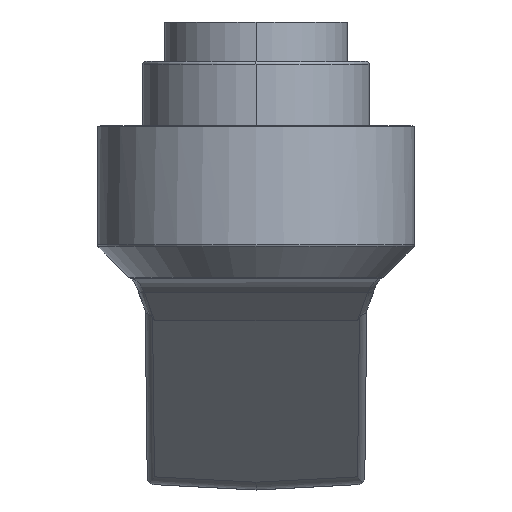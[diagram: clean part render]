
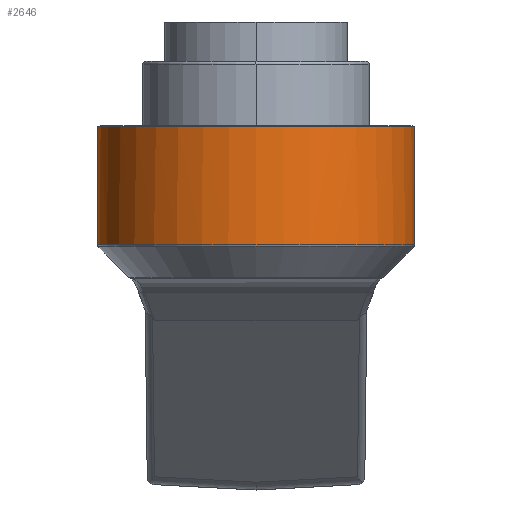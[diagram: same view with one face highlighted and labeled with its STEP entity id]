
A CAD part, left-side view. The second image highlights one B-rep face of the part: STEP entity #2646.
In plain terms, the highlighted cylindrical face has radius 17.3 mm (diameter 34.6 mm), a partial arc.
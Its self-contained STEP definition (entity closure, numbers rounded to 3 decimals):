
#123 = DIRECTION ( 'NONE',  ( 1., 0., 0. ) ) ;
#127 = DIRECTION ( 'NONE',  ( 0., 0., 1. ) ) ;
#128 = CARTESIAN_POINT ( 'NONE',  ( -19.2, 0., 3.3 ) ) ;
#163 = VERTEX_POINT ( 'NONE', #4563 ) ;
#231 =( BOUNDED_CURVE ( )  B_SPLINE_CURVE ( 3, ( #3941, #3936, #3947, #3948 ),
 .UNSPECIFIED., .F., .F. ) 
 B_SPLINE_CURVE_WITH_KNOTS ( ( 4, 4 ),
 ( 5.977, 6.283 ),
 .UNSPECIFIED. ) 
 CURVE ( )  GEOMETRIC_REPRESENTATION_ITEM ( )  RATIONAL_B_SPLINE_CURVE ( ( 1., 0.992, 0.992, 1. ) ) 
 REPRESENTATION_ITEM ( '' )  );
#233 =( BOUNDED_CURVE ( )  B_SPLINE_CURVE ( 3, ( #3951, #3952, #3957, #3958 ),
 .UNSPECIFIED., .F., .F. ) 
 B_SPLINE_CURVE_WITH_KNOTS ( ( 4, 4 ),
 ( 0., 0.306 ),
 .UNSPECIFIED. ) 
 CURVE ( )  GEOMETRIC_REPRESENTATION_ITEM ( )  RATIONAL_B_SPLINE_CURVE ( ( 1., 0.992, 0.992, 1. ) ) 
 REPRESENTATION_ITEM ( '' )  );
#688 = CARTESIAN_POINT ( 'NONE',  ( -19.2, 0., 19.8 ) ) ;
#689 = DIRECTION ( 'NONE',  ( 0., 0., 1. ) ) ;
#690 = DIRECTION ( 'NONE',  ( 1., 0., 0. ) ) ;
#789 = LINE ( 'NONE', #5412, #795 ) ;
#795 = VECTOR ( 'NONE', #5416, 1000. ) ;
#796 = LINE ( 'NONE', #5419, #801 ) ;
#801 = VECTOR ( 'NONE', #5415, 1000. ) ;
#847 = CIRCLE ( 'NONE', #3884, 17.3 ) ;
#1035 = CIRCLE ( 'NONE', #3177, 17.3 ) ;
#1550 = EDGE_LOOP ( 'NONE', ( #4271, #4270, #4269, #4268, #4267, #4266 ) ) ;
#1751 = CARTESIAN_POINT ( 'NONE',  ( -13.986, -16.496, 6.134 ) ) ;
#2074 = CARTESIAN_POINT ( 'NONE',  ( -19.2, 17.3, 6.924 ) ) ;
#2082 = VERTEX_POINT ( 'NONE', #2074 ) ;
#2248 = VERTEX_POINT ( 'NONE', #1751 ) ;
#2646 = ADVANCED_FACE ( 'NONE', ( #2817 ), #2823, .T. ) ;
#2817 = FACE_OUTER_BOUND ( 'NONE', #1550, .T. ) ;
#2823 = CYLINDRICAL_SURFACE ( 'NONE', #3655, 17.3 ) ;
#3177 = AXIS2_PLACEMENT_3D ( 'NONE', #3953, #3954, #3955 ) ;
#3268 = EDGE_CURVE ( 'NONE', #2248, #163, #789, .T. ) ;
#3270 = EDGE_CURVE ( 'NONE', #4162, #4209, #796, .T. ) ;
#3320 = EDGE_CURVE ( 'NONE', #4209, #163, #847, .T. ) ;
#3634 = EDGE_CURVE ( 'NONE', #4162, #2082, #231, .T. ) ;
#3655 = AXIS2_PLACEMENT_3D ( 'NONE', #128, #127, #123 ) ;
#3676 = EDGE_CURVE ( 'NONE', #2082, #4160, #1035, .T. ) ;
#3677 = EDGE_CURVE ( 'NONE', #4160, #2248, #233, .T. ) ;
#3884 = AXIS2_PLACEMENT_3D ( 'NONE', #688, #689, #690 ) ;
#3936 = CARTESIAN_POINT ( 'NONE',  ( -15.676, 17.03, 6.659 ) ) ;
#3941 = CARTESIAN_POINT ( 'NONE',  ( -13.986, 16.496, 6.134 ) ) ;
#3947 = CARTESIAN_POINT ( 'NONE',  ( -17.428, 17.3, 6.924 ) ) ;
#3948 = CARTESIAN_POINT ( 'NONE',  ( -19.2, 17.3, 6.924 ) ) ;
#3951 = CARTESIAN_POINT ( 'NONE',  ( -19.2, -17.3, 6.924 ) ) ;
#3952 = CARTESIAN_POINT ( 'NONE',  ( -17.428, -17.3, 6.924 ) ) ;
#3953 = CARTESIAN_POINT ( 'NONE',  ( -19.2, 0., 6.924 ) ) ;
#3954 = DIRECTION ( 'NONE',  ( 0., 0., 1. ) ) ;
#3955 = DIRECTION ( 'NONE',  ( 1., 0., 0. ) ) ;
#3957 = CARTESIAN_POINT ( 'NONE',  ( -15.676, -17.03, 6.659 ) ) ;
#3958 = CARTESIAN_POINT ( 'NONE',  ( -13.986, -16.496, 6.134 ) ) ;
#4160 = VERTEX_POINT ( 'NONE', #4673 ) ;
#4162 = VERTEX_POINT ( 'NONE', #4675 ) ;
#4209 = VERTEX_POINT ( 'NONE', #4722 ) ;
#4266 = ORIENTED_EDGE ( 'NONE', *, *, #3634, .T. ) ;
#4267 = ORIENTED_EDGE ( 'NONE', *, *, #3270, .F. ) ;
#4268 = ORIENTED_EDGE ( 'NONE', *, *, #3320, .F. ) ;
#4269 = ORIENTED_EDGE ( 'NONE', *, *, #3268, .T. ) ;
#4270 = ORIENTED_EDGE ( 'NONE', *, *, #3677, .T. ) ;
#4271 = ORIENTED_EDGE ( 'NONE', *, *, #3676, .T. ) ;
#4563 = CARTESIAN_POINT ( 'NONE',  ( -13.986, -16.496, 19.8 ) ) ;
#4673 = CARTESIAN_POINT ( 'NONE',  ( -19.2, -17.3, 6.924 ) ) ;
#4675 = CARTESIAN_POINT ( 'NONE',  ( -13.986, 16.496, 6.134 ) ) ;
#4722 = CARTESIAN_POINT ( 'NONE',  ( -13.986, 16.496, 19.8 ) ) ;
#5412 = CARTESIAN_POINT ( 'NONE',  ( -13.986, -16.496, 3.3 ) ) ;
#5415 = DIRECTION ( 'NONE',  ( 0., 0., 1. ) ) ;
#5416 = DIRECTION ( 'NONE',  ( 0., 0., 1. ) ) ;
#5419 = CARTESIAN_POINT ( 'NONE',  ( -13.986, 16.496, 3.3 ) ) ;
